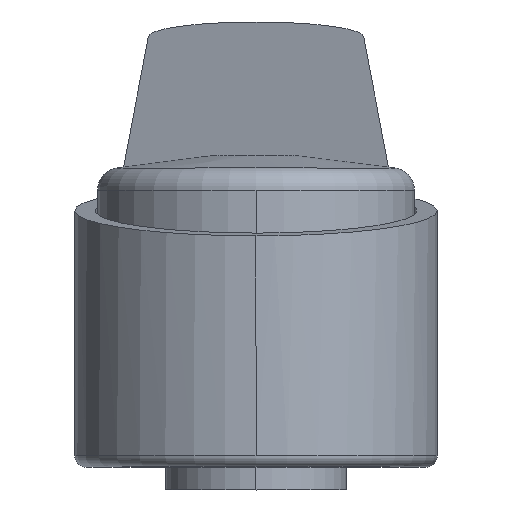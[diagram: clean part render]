
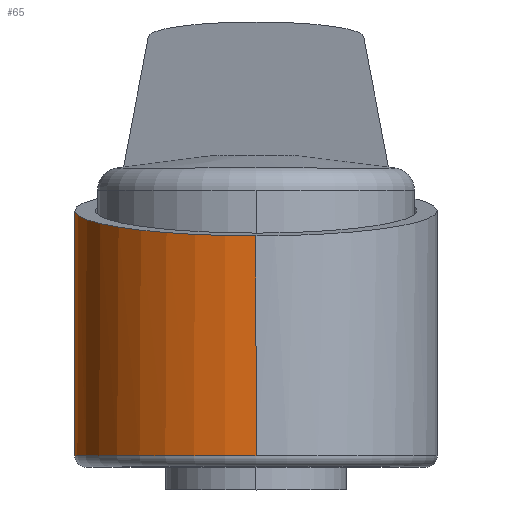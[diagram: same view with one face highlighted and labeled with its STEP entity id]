
A CAD part, top view. The second image highlights one B-rep face of the part: STEP entity #65.
In plain terms, the highlighted cylindrical face has radius 16 mm (diameter 32 mm), a partial arc.
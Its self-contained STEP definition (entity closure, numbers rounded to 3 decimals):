
#65=ADVANCED_FACE('',(#161),#162,.T.);
#161=FACE_OUTER_BOUND('',#291,.T.);
#162=CYLINDRICAL_SURFACE('',#292,16.0);
#291=EDGE_LOOP('',(#424,#425,#426,#427,#428,#429));
#292=AXIS2_PLACEMENT_3D('',#430,#431,#432);
#424=ORIENTED_EDGE('',*,*,#759,.F.);
#425=ORIENTED_EDGE('',*,*,#760,.T.);
#426=ORIENTED_EDGE('',*,*,#761,.T.);
#427=ORIENTED_EDGE('',*,*,#762,.F.);
#428=ORIENTED_EDGE('',*,*,#763,.T.);
#429=ORIENTED_EDGE('',*,*,#764,.F.);
#430=CARTESIAN_POINT('',(0.0,14.75,0.0));
#431=DIRECTION('',(0.0,1.0,0.0));
#432=DIRECTION('',(0.,0.0,-1.0));
#759=EDGE_CURVE('',#897,#887,#898,.T.);
#760=EDGE_CURVE('',#897,#899,#900,.T.);
#761=EDGE_CURVE('',#899,#901,#902,.T.);
#762=EDGE_CURVE('',#903,#901,#904,.T.);
#763=EDGE_CURVE('',#903,#905,#906,.T.);
#764=EDGE_CURVE('',#887,#905,#907,.T.);
#887=VERTEX_POINT('',#1079);
#897=VERTEX_POINT('',#1185);
#898=LINE('',#1186,#1187);
#899=VERTEX_POINT('',#1188);
#900=CIRCLE('',#1189,16.0);
#901=VERTEX_POINT('',#1190);
#902=CIRCLE('',#1191,16.0);
#903=VERTEX_POINT('',#1192);
#904=LINE('',#1193,#1194);
#905=VERTEX_POINT('',#1195);
#906=ELLIPSE('',#1196,16.157,16.0);
#907=B_SPLINE_CURVE_WITH_KNOTS('',3,(#1197,#1198,#1199,#1200,#1201,#1202,#1203,#1204,#1205,#1206,#1207,#1208,#1209,#1210,#1211,#1212,#1213,#1214,#1215,#1216,#1217,#1218,#1219,#1220,#1221,#1222,#1223,#1224,#1225,#1226,#1227,#1228,#1229,#1230,#1231,#1232,#1233,#1234,#1235,#1236,#1237,#1238,#1239,#1240,#1241,#1242),.UNSPECIFIED.,.F.,.F.,(4,2,2,2,2,2,2,2,2,2,2,2,2,2,2,2,2,2,2,2,2,2,4),(12.671,14.764,16.857,18.03,19.203,21.549,23.895,26.241,28.621,31.,33.379,35.758,38.137,40.516,42.895,45.275,47.621,49.967,52.313,53.486,54.659,56.752,58.845),.UNSPECIFIED.);
#1079=CARTESIAN_POINT('',(0.,14.72,-16.0));
#1185=CARTESIAN_POINT('',(0.,3.0,-16.0));
#1186=CARTESIAN_POINT('',(0.,14.75,-16.0));
#1187=VECTOR('',#1540,1.0);
#1188=CARTESIAN_POINT('',(-16.0,3.0,0.));
#1189=AXIS2_PLACEMENT_3D('',#1541,#1542,#1543);
#1190=CARTESIAN_POINT('',(0.,3.0,16.0));
#1191=AXIS2_PLACEMENT_3D('',#1544,#1545,#1546);
#1192=CARTESIAN_POINT('',(0.,22.386,16.0));
#1193=CARTESIAN_POINT('',(0.,14.75,16.0));
#1194=VECTOR('',#1547,1.0);
#1195=CARTESIAN_POINT('',(-12.148,26.098,-10.412));
#1196=AXIS2_PLACEMENT_3D('',#1548,#1549,#1550);
#1197=CARTESIAN_POINT('',(11.445,30.216,-11.181));
#1198=CARTESIAN_POINT('',(11.671,29.549,-10.949));
#1199=CARTESIAN_POINT('',(11.848,28.858,-10.754));
#1200=CARTESIAN_POINT('',(12.087,27.459,-10.485));
#1201=CARTESIAN_POINT('',(12.149,26.751,-10.412));
#1202=CARTESIAN_POINT('',(12.149,25.662,-10.412));
#1203=CARTESIAN_POINT('',(12.129,25.27,-10.435));
#1204=CARTESIAN_POINT('',(12.051,24.493,-10.525));
#1205=CARTESIAN_POINT('',(11.992,24.107,-10.592));
#1206=CARTESIAN_POINT('',(11.756,22.967,-10.856));
#1207=CARTESIAN_POINT('',(11.519,22.232,-11.113));
#1208=CARTESIAN_POINT('',(10.905,20.849,-11.716));
#1209=CARTESIAN_POINT('',(10.526,20.199,-12.063));
#1210=CARTESIAN_POINT('',(9.658,19.006,-12.768));
#1211=CARTESIAN_POINT('',(9.169,18.463,-13.127));
#1212=CARTESIAN_POINT('',(8.122,17.497,-13.799));
#1213=CARTESIAN_POINT('',(7.525,17.039,-14.139));
#1214=CARTESIAN_POINT('',(6.214,16.228,-14.762));
#1215=CARTESIAN_POINT('',(5.5,15.874,-15.045));
#1216=CARTESIAN_POINT('',(3.999,15.301,-15.512));
#1217=CARTESIAN_POINT('',(3.209,15.081,-15.696));
#1218=CARTESIAN_POINT('',(1.606,14.791,-15.94));
#1219=CARTESIAN_POINT('',(0.793,14.72,-16.0));
#1220=CARTESIAN_POINT('',(-0.793,14.72,-16.0));
#1221=CARTESIAN_POINT('',(-1.606,14.791,-15.94));
#1222=CARTESIAN_POINT('',(-3.209,15.081,-15.696));
#1223=CARTESIAN_POINT('',(-3.999,15.301,-15.512));
#1224=CARTESIAN_POINT('',(-5.5,15.874,-15.045));
#1225=CARTESIAN_POINT('',(-6.214,16.228,-14.762));
#1226=CARTESIAN_POINT('',(-7.525,17.039,-14.139));
#1227=CARTESIAN_POINT('',(-8.122,17.497,-13.799));
#1228=CARTESIAN_POINT('',(-9.169,18.463,-13.127));
#1229=CARTESIAN_POINT('',(-9.658,19.006,-12.768));
#1230=CARTESIAN_POINT('',(-10.526,20.199,-12.063));
#1231=CARTESIAN_POINT('',(-10.905,20.849,-11.716));
#1232=CARTESIAN_POINT('',(-11.519,22.232,-11.113));
#1233=CARTESIAN_POINT('',(-11.756,22.967,-10.856));
#1234=CARTESIAN_POINT('',(-11.992,24.107,-10.592));
#1235=CARTESIAN_POINT('',(-12.051,24.493,-10.525));
#1236=CARTESIAN_POINT('',(-12.129,25.27,-10.435));
#1237=CARTESIAN_POINT('',(-12.149,25.662,-10.412));
#1238=CARTESIAN_POINT('',(-12.149,26.751,-10.412));
#1239=CARTESIAN_POINT('',(-12.087,27.459,-10.485));
#1240=CARTESIAN_POINT('',(-11.848,28.858,-10.754));
#1241=CARTESIAN_POINT('',(-11.671,29.549,-10.949));
#1242=CARTESIAN_POINT('',(-11.445,30.216,-11.181));
#1540=DIRECTION('',(0.0,1.0,0.0));
#1541=CARTESIAN_POINT('',(0.,3.0,0.));
#1542=DIRECTION('',(0.0,1.0,0.0));
#1543=DIRECTION('',(0.,0.0,-1.0));
#1544=CARTESIAN_POINT('',(0.,3.0,0.));
#1545=DIRECTION('',(0.0,1.0,0.0));
#1546=DIRECTION('',(0.,0.0,-1.0));
#1547=DIRECTION('',(-0.0,-1.0,-0.0));
#1548=CARTESIAN_POINT('',(0.0,24.635,0.0));
#1549=DIRECTION('',(0.,-0.99,-0.139));
#1550=DIRECTION('',(0.,0.139,-0.99));
